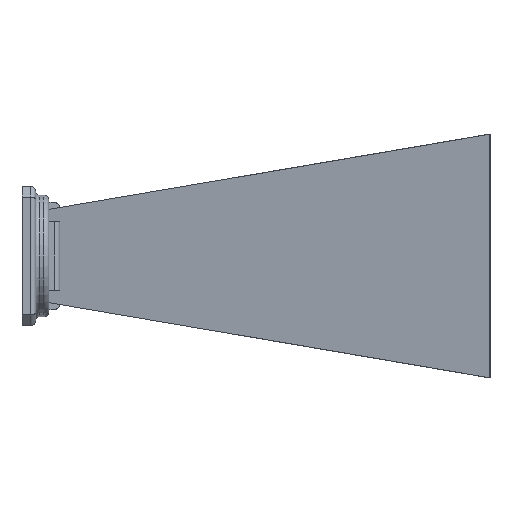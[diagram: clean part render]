
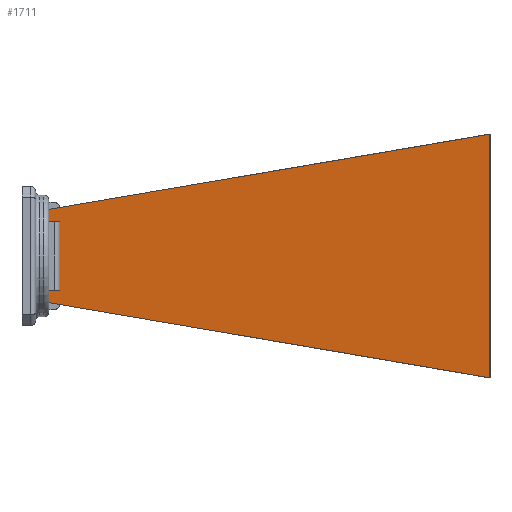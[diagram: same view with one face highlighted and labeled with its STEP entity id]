
A CAD part, front view. The second image highlights one B-rep face of the part: STEP entity #1711.
In plain terms, the highlighted planar face has unit normal (-0.149, -0.989, 0).
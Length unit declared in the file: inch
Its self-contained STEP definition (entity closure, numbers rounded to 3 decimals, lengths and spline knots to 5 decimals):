
#13 = LINE ( 'NONE', #1275, #182 ) ;
#32 = ORIENTED_EDGE ( 'NONE', *, *, #1252, .T. ) ;
#53 = CARTESIAN_POINT ( 'NONE',  ( 5.45137, -1.0364, 6.23517 ) ) ;
#118 = LINE ( 'NONE', #1494, #1921 ) ;
#182 = VECTOR ( 'NONE', #1092, 39.37008 ) ;
#189 = CARTESIAN_POINT ( 'NONE',  ( 0.3128, -0.2628, -0.54347 ) ) ;
#224 = ORIENTED_EDGE ( 'NONE', *, *, #1205, .T. ) ;
#344 = ORIENTED_EDGE ( 'NONE', *, *, #1712, .F. ) ;
#370 = ORIENTED_EDGE ( 'NONE', *, *, #1507, .T. ) ;
#379 = DIRECTION ( 'NONE',  ( 0., 0., -1. ) ) ;
#411 = LINE ( 'NONE', #2087, #1774 ) ;
#424 = VERTEX_POINT ( 'NONE', #1679 ) ;
#457 = CARTESIAN_POINT ( 'NONE',  ( 0.43951, -0.28188, 0.4 ) ) ;
#478 = CARTESIAN_POINT ( 'NONE',  ( -0.03175, -0.21093, -0.4 ) ) ;
#501 = DIRECTION ( 'NONE',  ( 0.975, -0.147, -0.166 ) ) ;
#526 = EDGE_CURVE ( 'NONE', #1771, #1116, #118, .T. ) ;
#545 = DIRECTION ( 'NONE',  ( -0.989, 0.149, 0. ) ) ;
#695 = CARTESIAN_POINT ( 'NONE',  ( 5.45137, -1.0364, -1.42053 ) ) ;
#696 = ORIENTED_EDGE ( 'NONE', *, *, #526, .T. ) ;
#698 = CARTESIAN_POINT ( 'NONE',  ( 5.45137, -1.0364, 6.23517 ) ) ;
#715 = CARTESIAN_POINT ( 'NONE',  ( 0.3128, -0.2628, 0.54347 ) ) ;
#769 = VECTOR ( 'NONE', #1589, 39.37008 ) ;
#792 = VECTOR ( 'NONE', #379, 39.37008 ) ;
#824 = EDGE_CURVE ( 'NONE', #1015, #1116, #2104, .T. ) ;
#884 = DIRECTION ( 'NONE',  ( 0., 0., -1. ) ) ;
#898 = LINE ( 'NONE', #478, #1970 ) ;
#938 = AXIS2_PLACEMENT_3D ( 'NONE', #698, #1784, #545 ) ;
#981 = LINE ( 'NONE', #2079, #1768 ) ;
#996 = ORIENTED_EDGE ( 'NONE', *, *, #824, .F. ) ;
#998 = ORIENTED_EDGE ( 'NONE', *, *, #1982, .T. ) ;
#1015 = VERTEX_POINT ( 'NONE', #1534 ) ;
#1028 = CARTESIAN_POINT ( 'NONE',  ( 0.43951, -0.28188, -0.4 ) ) ;
#1039 = LINE ( 'NONE', #1429, #792 ) ;
#1052 = VERTEX_POINT ( 'NONE', #1028 ) ;
#1092 = DIRECTION ( 'NONE',  ( -0.989, 0.149, 0. ) ) ;
#1116 = VERTEX_POINT ( 'NONE', #695 ) ;
#1120 = VERTEX_POINT ( 'NONE', #2056 ) ;
#1125 = DIRECTION ( 'NONE',  ( 0., 0., -1. ) ) ;
#1205 = EDGE_CURVE ( 'NONE', #1821, #1052, #981, .T. ) ;
#1247 = VERTEX_POINT ( 'NONE', #715 ) ;
#1252 = EDGE_CURVE ( 'NONE', #1120, #1771, #411, .T. ) ;
#1270 = CARTESIAN_POINT ( 'NONE',  ( 6.23267, -1.15402, 1.55388 ) ) ;
#1275 = CARTESIAN_POINT ( 'NONE',  ( -0.03175, -0.21093, 0.4 ) ) ;
#1393 = PLANE ( 'NONE',  #938 ) ;
#1429 = CARTESIAN_POINT ( 'NONE',  ( 0.3128, -0.2628, 6.23517 ) ) ;
#1494 = CARTESIAN_POINT ( 'NONE',  ( 6.23267, -1.15402, -1.55388 ) ) ;
#1507 = EDGE_CURVE ( 'NONE', #1052, #1120, #898, .T. ) ;
#1534 = CARTESIAN_POINT ( 'NONE',  ( 5.45137, -1.0364, 1.42053 ) ) ;
#1578 = DIRECTION ( 'NONE',  ( 0., 0., -1. ) ) ;
#1589 = DIRECTION ( 'NONE',  ( 0.975, -0.147, 0.166 ) ) ;
#1607 = FACE_OUTER_BOUND ( 'NONE', #1968, .T. ) ;
#1679 = CARTESIAN_POINT ( 'NONE',  ( 0.3128, -0.2628, 0.4 ) ) ;
#1711 = ADVANCED_FACE ( 'NONE', ( #1607 ), #1393, .F. ) ;
#1712 = EDGE_CURVE ( 'NONE', #1247, #1015, #2045, .T. ) ;
#1756 = EDGE_CURVE ( 'NONE', #1821, #424, #13, .T. ) ;
#1768 = VECTOR ( 'NONE', #1578, 39.37008 ) ;
#1771 = VERTEX_POINT ( 'NONE', #189 ) ;
#1774 = VECTOR ( 'NONE', #884, 39.37008 ) ;
#1784 = DIRECTION ( 'NONE',  ( 0.149, 0.989, 0. ) ) ;
#1821 = VERTEX_POINT ( 'NONE', #457 ) ;
#1921 = VECTOR ( 'NONE', #501, 39.37008 ) ;
#1968 = EDGE_LOOP ( 'NONE', ( #2199, #224, #370, #32, #696, #996, #344, #998 ) ) ;
#1970 = VECTOR ( 'NONE', #2203, 39.37008 ) ;
#1982 = EDGE_CURVE ( 'NONE', #1247, #424, #1039, .T. ) ;
#2045 = LINE ( 'NONE', #1270, #769 ) ;
#2056 = CARTESIAN_POINT ( 'NONE',  ( 0.3128, -0.2628, -0.4 ) ) ;
#2079 = CARTESIAN_POINT ( 'NONE',  ( 0.43951, -0.28188, 0.4 ) ) ;
#2087 = CARTESIAN_POINT ( 'NONE',  ( 0.3128, -0.2628, 6.23517 ) ) ;
#2104 = LINE ( 'NONE', #53, #2195 ) ;
#2195 = VECTOR ( 'NONE', #1125, 39.37008 ) ;
#2199 = ORIENTED_EDGE ( 'NONE', *, *, #1756, .F. ) ;
#2203 = DIRECTION ( 'NONE',  ( -0.989, 0.149, 0. ) ) ;
